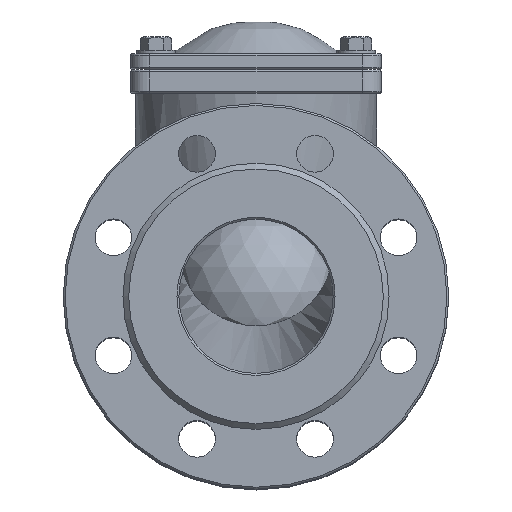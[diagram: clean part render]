
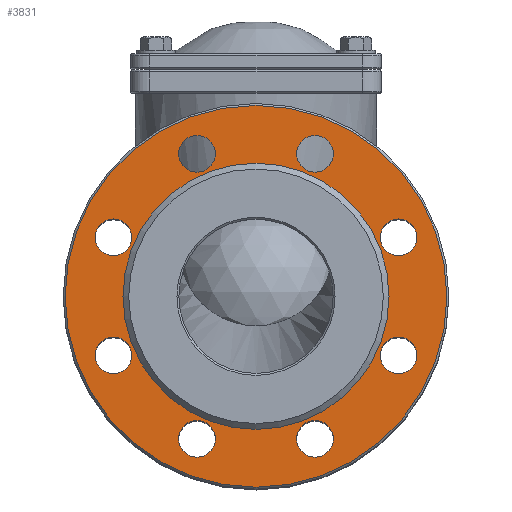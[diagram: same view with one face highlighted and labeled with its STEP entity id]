
A CAD part, top view. The second image highlights one B-rep face of the part: STEP entity #3831.
In plain terms, the highlighted planar face has unit normal (0, 0, 1).
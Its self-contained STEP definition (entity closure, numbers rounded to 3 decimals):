
#150=PLANE('',#4331);
#548=FACE_BOUND('',#1143,.T.);
#549=FACE_BOUND('',#1144,.T.);
#550=FACE_BOUND('',#1145,.T.);
#551=FACE_BOUND('',#1146,.T.);
#552=FACE_BOUND('',#1147,.T.);
#553=FACE_BOUND('',#1148,.T.);
#554=FACE_BOUND('',#1149,.T.);
#555=FACE_BOUND('',#1150,.T.);
#556=FACE_BOUND('',#1151,.T.);
#876=FACE_OUTER_BOUND('',#1142,.T.);
#1142=EDGE_LOOP('',(#3168));
#1143=EDGE_LOOP('',(#3169));
#1144=EDGE_LOOP('',(#3170));
#1145=EDGE_LOOP('',(#3171));
#1146=EDGE_LOOP('',(#3172));
#1147=EDGE_LOOP('',(#3173));
#1148=EDGE_LOOP('',(#3174));
#1149=EDGE_LOOP('',(#3175));
#1150=EDGE_LOOP('',(#3176));
#1151=EDGE_LOOP('',(#3177));
#1352=CIRCLE('',#4330,99.);
#1353=CIRCLE('',#4332,69.);
#1354=CIRCLE('',#4333,9.5);
#1355=CIRCLE('',#4334,9.5);
#1356=CIRCLE('',#4335,9.5);
#1357=CIRCLE('',#4336,9.5);
#1358=CIRCLE('',#4337,9.5);
#1359=CIRCLE('',#4338,9.5);
#1360=CIRCLE('',#4339,9.5);
#1361=CIRCLE('',#4340,9.5);
#1764=VERTEX_POINT('',#8770);
#1765=VERTEX_POINT('',#8774);
#1766=VERTEX_POINT('',#8776);
#1767=VERTEX_POINT('',#8778);
#1768=VERTEX_POINT('',#8780);
#1769=VERTEX_POINT('',#8782);
#1770=VERTEX_POINT('',#8784);
#1771=VERTEX_POINT('',#8786);
#1772=VERTEX_POINT('',#8788);
#1773=VERTEX_POINT('',#8790);
#2244=EDGE_CURVE('',#1764,#1764,#1352,.T.);
#2245=EDGE_CURVE('',#1765,#1765,#1353,.T.);
#2246=EDGE_CURVE('',#1766,#1766,#1354,.T.);
#2247=EDGE_CURVE('',#1767,#1767,#1355,.T.);
#2248=EDGE_CURVE('',#1768,#1768,#1356,.T.);
#2249=EDGE_CURVE('',#1769,#1769,#1357,.T.);
#2250=EDGE_CURVE('',#1770,#1770,#1358,.T.);
#2251=EDGE_CURVE('',#1771,#1771,#1359,.T.);
#2252=EDGE_CURVE('',#1772,#1772,#1360,.T.);
#2253=EDGE_CURVE('',#1773,#1773,#1361,.T.);
#3168=ORIENTED_EDGE('',*,*,#2244,.T.);
#3169=ORIENTED_EDGE('',*,*,#2245,.T.);
#3170=ORIENTED_EDGE('',*,*,#2246,.T.);
#3171=ORIENTED_EDGE('',*,*,#2247,.T.);
#3172=ORIENTED_EDGE('',*,*,#2248,.T.);
#3173=ORIENTED_EDGE('',*,*,#2249,.T.);
#3174=ORIENTED_EDGE('',*,*,#2250,.T.);
#3175=ORIENTED_EDGE('',*,*,#2251,.T.);
#3176=ORIENTED_EDGE('',*,*,#2252,.T.);
#3177=ORIENTED_EDGE('',*,*,#2253,.T.);
#3831=ADVANCED_FACE('',(#876,#548,#549,#550,#551,#552,#553,#554,#555,#556),
#150,.T.);
#4330=AXIS2_PLACEMENT_3D('',#8772,#5224,#5225);
#4331=AXIS2_PLACEMENT_3D('',#8773,#5226,#5227);
#4332=AXIS2_PLACEMENT_3D('',#8775,#5228,#5229);
#4333=AXIS2_PLACEMENT_3D('',#8777,#5230,#5231);
#4334=AXIS2_PLACEMENT_3D('',#8779,#5232,#5233);
#4335=AXIS2_PLACEMENT_3D('',#8781,#5234,#5235);
#4336=AXIS2_PLACEMENT_3D('',#8783,#5236,#5237);
#4337=AXIS2_PLACEMENT_3D('',#8785,#5238,#5239);
#4338=AXIS2_PLACEMENT_3D('',#8787,#5240,#5241);
#4339=AXIS2_PLACEMENT_3D('',#8789,#5242,#5243);
#4340=AXIS2_PLACEMENT_3D('',#8791,#5244,#5245);
#5224=DIRECTION('center_axis',(0.,0.,1.));
#5225=DIRECTION('ref_axis',(-1.,0.,0.));
#5226=DIRECTION('center_axis',(0.,0.,1.));
#5227=DIRECTION('ref_axis',(1.,0.,0.));
#5228=DIRECTION('center_axis',(0.,0.,-1.));
#5229=DIRECTION('ref_axis',(-1.,0.,0.));
#5230=DIRECTION('center_axis',(0.,0.,-1.));
#5231=DIRECTION('ref_axis',(-1.,0.,0.));
#5232=DIRECTION('center_axis',(0.,0.,-1.));
#5233=DIRECTION('ref_axis',(-1.,0.,0.));
#5234=DIRECTION('center_axis',(0.,0.,-1.));
#5235=DIRECTION('ref_axis',(-1.,0.,0.));
#5236=DIRECTION('center_axis',(0.,0.,-1.));
#5237=DIRECTION('ref_axis',(-1.,0.,0.));
#5238=DIRECTION('center_axis',(0.,0.,-1.));
#5239=DIRECTION('ref_axis',(-1.,0.,0.));
#5240=DIRECTION('center_axis',(0.,0.,-1.));
#5241=DIRECTION('ref_axis',(-1.,0.,0.));
#5242=DIRECTION('center_axis',(0.,0.,-1.));
#5243=DIRECTION('ref_axis',(-1.,0.,0.));
#5244=DIRECTION('center_axis',(0.,0.,-1.));
#5245=DIRECTION('ref_axis',(-1.,0.,0.));
#8770=CARTESIAN_POINT('',(99.,0.,257.));
#8772=CARTESIAN_POINT('Origin',(0.,0.,257.));
#8773=CARTESIAN_POINT('Origin',(0.,0.,257.));
#8774=CARTESIAN_POINT('',(69.,0.,257.));
#8775=CARTESIAN_POINT('Origin',(0.,0.,257.));
#8776=CARTESIAN_POINT('',(40.115,-73.91,257.));
#8777=CARTESIAN_POINT('Origin',(30.615,-73.91,257.));
#8778=CARTESIAN_POINT('',(-21.115,-73.91,257.));
#8779=CARTESIAN_POINT('Origin',(-30.615,-73.91,257.));
#8780=CARTESIAN_POINT('',(-64.41,-30.615,257.));
#8781=CARTESIAN_POINT('Origin',(-73.91,-30.615,257.));
#8782=CARTESIAN_POINT('',(-64.41,30.615,257.));
#8783=CARTESIAN_POINT('Origin',(-73.91,30.615,257.));
#8784=CARTESIAN_POINT('',(-21.115,73.91,257.));
#8785=CARTESIAN_POINT('Origin',(-30.615,73.91,257.));
#8786=CARTESIAN_POINT('',(40.115,73.91,257.));
#8787=CARTESIAN_POINT('Origin',(30.615,73.91,257.));
#8788=CARTESIAN_POINT('',(83.41,30.615,257.));
#8789=CARTESIAN_POINT('Origin',(73.91,30.615,257.));
#8790=CARTESIAN_POINT('',(83.41,-30.615,257.));
#8791=CARTESIAN_POINT('Origin',(73.91,-30.615,257.));
